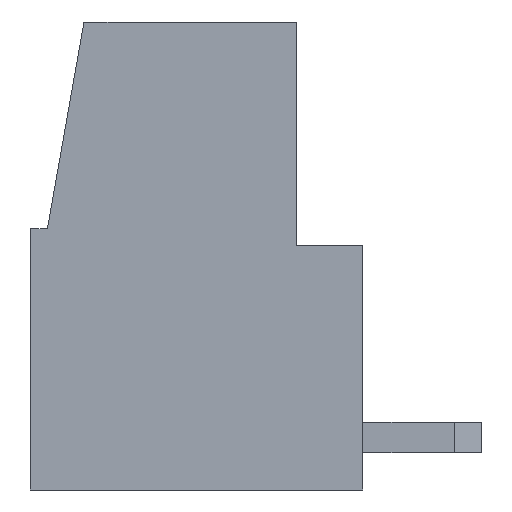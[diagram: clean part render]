
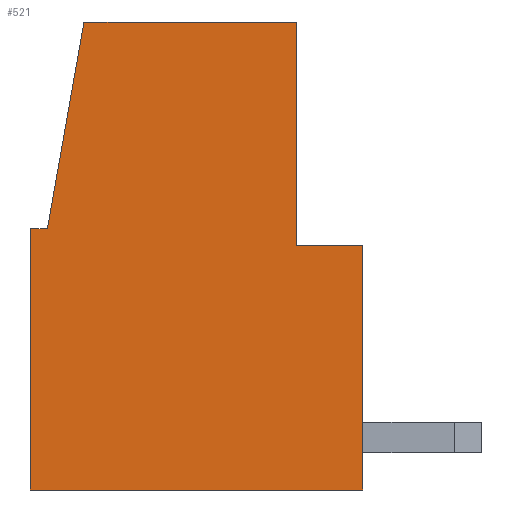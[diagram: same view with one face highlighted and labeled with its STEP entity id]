
A CAD part, left-side view. The second image highlights one B-rep face of the part: STEP entity #521.
In plain terms, the highlighted planar face has unit normal (-1, 0, 0).
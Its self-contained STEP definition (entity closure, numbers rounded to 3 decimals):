
#521 = ADVANCED_FACE( 'F0', ( #1070 ), #1071, .T. );
#1070 = FACE_OUTER_BOUND( '', #1658, .T. );
#1071 = PLANE( '', #1659 );
#1658 = EDGE_LOOP( '', ( #3049, #3050, #3051, #3052, #3053, #3054, #3055, #3056 ) );
#1659 = AXIS2_PLACEMENT_3D( '', #3057, #3058, #3059 );
#3049 = ORIENTED_EDGE( '', *, *, #4191, .F. );
#3050 = ORIENTED_EDGE( '', *, *, #4184, .F. );
#3051 = ORIENTED_EDGE( '', *, *, #3650, .F. );
#3052 = ORIENTED_EDGE( '', *, *, #3823, .T. );
#3053 = ORIENTED_EDGE( '', *, *, #4070, .F. );
#3054 = ORIENTED_EDGE( '', *, *, #4094, .F. );
#3055 = ORIENTED_EDGE( '', *, *, #3981, .F. );
#3056 = ORIENTED_EDGE( '', *, *, #3853, .F. );
#3057 = CARTESIAN_POINT( '', ( -2.54, 0., 0. ) );
#3058 = DIRECTION( '', ( -1., 0., 0. ) );
#3059 = DIRECTION( '', ( 0., 1., 0. ) );
#3650 = EDGE_CURVE( '', #4376, #4378, #4379, .T. );
#3823 = EDGE_CURVE( '', #4376, #4679, #4681, .T. );
#3853 = EDGE_CURVE( '', #4729, #4731, #4732, .T. );
#3981 = EDGE_CURVE( '', #4731, #4938, #4941, .T. );
#4070 = EDGE_CURVE( '', #5058, #4679, #5060, .T. );
#4094 = EDGE_CURVE( '', #4938, #5058, #5085, .T. );
#4184 = EDGE_CURVE( '', #4378, #5198, #5199, .T. );
#4191 = EDGE_CURVE( '', #5198, #4729, #5206, .T. );
#4376 = VERTEX_POINT( '', #5432 );
#4378 = VERTEX_POINT( '', #5435 );
#4379 = LINE( '', #5436, #5437 );
#4679 = VERTEX_POINT( '', #5869 );
#4681 = LINE( '', #5872, #5873 );
#4729 = VERTEX_POINT( '', #5937 );
#4731 = VERTEX_POINT( '', #5940 );
#4732 = LINE( '', #5941, #5942 );
#4938 = VERTEX_POINT( '', #6251 );
#4941 = LINE( '', #6256, #6257 );
#5058 = VERTEX_POINT( '', #6439 );
#5060 = LINE( '', #6442, #6443 );
#5085 = LINE( '', #6481, #6482 );
#5198 = VERTEX_POINT( '', #6647 );
#5199 = LINE( '', #6648, #6649 );
#5206 = LINE( '', #6659, #6660 );
#5432 = CARTESIAN_POINT( '', ( -2.54, 0., 0. ) );
#5435 = CARTESIAN_POINT( '', ( -2.54, 0., 7.7 ) );
#5436 = CARTESIAN_POINT( '', ( -2.54, 0., -3.05 ) );
#5437 = VECTOR( '', #6853, 1000. );
#5869 = CARTESIAN_POINT( '', ( -2.54, -9.8, 0. ) );
#5872 = CARTESIAN_POINT( '', ( -2.54, -21.3, 0. ) );
#5873 = VECTOR( '', #7017, 1000. );
#5937 = CARTESIAN_POINT( '', ( -2.54, -1.576, 13.8 ) );
#5940 = CARTESIAN_POINT( '', ( -2.54, -7.85, 13.8 ) );
#5941 = CARTESIAN_POINT( '', ( -2.54, -21.3, 13.8 ) );
#5942 = VECTOR( '', #7050, 1000. );
#6251 = CARTESIAN_POINT( '', ( -2.54, -7.85, 7.2 ) );
#6256 = CARTESIAN_POINT( '', ( -2.54, -7.85, -3.05 ) );
#6257 = VECTOR( '', #7156, 1000. );
#6439 = CARTESIAN_POINT( '', ( -2.54, -9.8, 7.2 ) );
#6442 = CARTESIAN_POINT( '', ( -2.54, -9.8, -3.05 ) );
#6443 = VECTOR( '', #7223, 1000. );
#6481 = CARTESIAN_POINT( '', ( -2.54, -21.3, 7.2 ) );
#6482 = VECTOR( '', #7240, 1000. );
#6647 = CARTESIAN_POINT( '', ( -2.54, -0.5, 7.7 ) );
#6648 = CARTESIAN_POINT( '', ( -2.54, -21.3, 7.7 ) );
#6649 = VECTOR( '', #7314, 1000. );
#6659 = CARTESIAN_POINT( '', ( -2.54, 1.396, -3.05 ) );
#6660 = VECTOR( '', #7318, 1000. );
#6853 = DIRECTION( '', ( 0., 0., 1. ) );
#7017 = DIRECTION( '', ( 0., -1., 0. ) );
#7050 = DIRECTION( '', ( 0., -1., 0. ) );
#7156 = DIRECTION( '', ( 0., 0., -1. ) );
#7223 = DIRECTION( '', ( 0., 0., -1. ) );
#7240 = DIRECTION( '', ( 0., -1., 0. ) );
#7314 = DIRECTION( '', ( 0., -1., 0. ) );
#7318 = DIRECTION( '', ( 0., -0.174, 0.985 ) );
